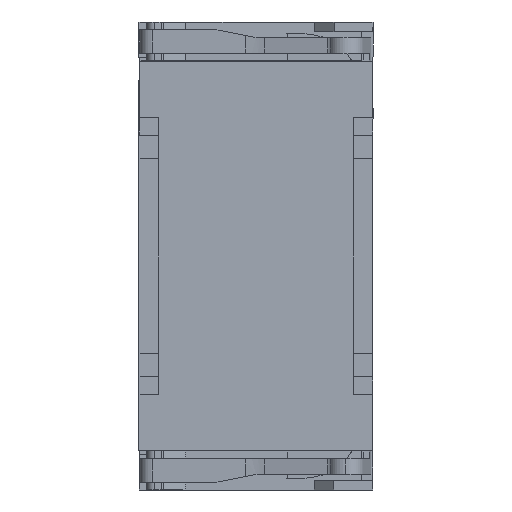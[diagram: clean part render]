
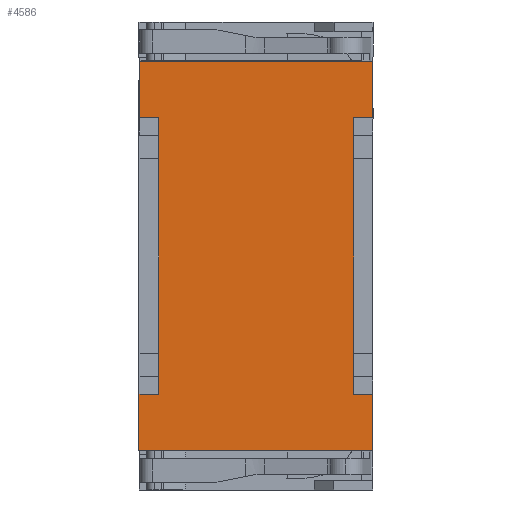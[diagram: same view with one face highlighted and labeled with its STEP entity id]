
A CAD part, front view. The second image highlights one B-rep face of the part: STEP entity #4586.
In plain terms, the highlighted planar face has unit normal (0, -1, 0).
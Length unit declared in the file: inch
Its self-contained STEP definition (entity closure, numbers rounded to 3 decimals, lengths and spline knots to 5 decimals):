
#12 = AXIS2_PLACEMENT_3D ( 'NONE', #2959, #4051, #6388 ) ;
#523 = VERTEX_POINT ( 'NONE', #4898 ) ;
#615 = VECTOR ( 'NONE', #4225, 39.37008 ) ;
#642 = VERTEX_POINT ( 'NONE', #3694 ) ;
#871 = CARTESIAN_POINT ( 'NONE',  ( 0.23622, -0.09252, -0.37598 ) ) ;
#914 = CARTESIAN_POINT ( 'NONE',  ( 0.23622, -0.09252, -0.47244 ) ) ;
#919 = DIRECTION ( 'NONE',  ( 0., 0., 1. ) ) ;
#925 = EDGE_CURVE ( 'NONE', #10268, #6022, #6971, .T. ) ;
#945 = DIRECTION ( 'NONE',  ( -1., 0., 0. ) ) ;
#1006 = CARTESIAN_POINT ( 'NONE',  ( 0.21654, -0.09252, -0.37598 ) ) ;
#1278 = VERTEX_POINT ( 'NONE', #9613 ) ;
#1520 = VECTOR ( 'NONE', #5921, 39.37008 ) ;
#1870 = EDGE_CURVE ( 'NONE', #6881, #523, #5241, .T. ) ;
#1881 = DIRECTION ( 'NONE',  ( 0., 0., 1. ) ) ;
#2015 = LINE ( 'NONE', #6948, #3843 ) ;
#2067 = VERTEX_POINT ( 'NONE', #5812 ) ;
#2521 = DIRECTION ( 'NONE',  ( 0., 0., -1. ) ) ;
#2579 = LINE ( 'NONE', #5904, #10314 ) ;
#2609 = LINE ( 'NONE', #2667, #6240 ) ;
#2620 = ORIENTED_EDGE ( 'NONE', *, *, #7306, .F. ) ;
#2647 = ORIENTED_EDGE ( 'NONE', *, *, #8609, .T. ) ;
#2667 = CARTESIAN_POINT ( 'NONE',  ( 0.01969, -0.09252, 0. ) ) ;
#2833 = EDGE_CURVE ( 'NONE', #642, #10677, #3409, .T. ) ;
#2837 = CARTESIAN_POINT ( 'NONE',  ( 0., -0.09252, -0.09646 ) ) ;
#2868 = EDGE_CURVE ( 'NONE', #10677, #2067, #10103, .T. ) ;
#2897 = VECTOR ( 'NONE', #7621, 39.37008 ) ;
#2953 = ORIENTED_EDGE ( 'NONE', *, *, #1870, .T. ) ;
#2959 = CARTESIAN_POINT ( 'NONE',  ( 0.23622, -0.09252, 0. ) ) ;
#3048 = CARTESIAN_POINT ( 'NONE',  ( 0., -0.09252, -0.03937 ) ) ;
#3057 = FACE_OUTER_BOUND ( 'NONE', #3695, .T. ) ;
#3311 = CARTESIAN_POINT ( 'NONE',  ( 0.23622, -0.09252, -0.03937 ) ) ;
#3318 = EDGE_CURVE ( 'NONE', #6785, #10503, #2579, .T. ) ;
#3409 = LINE ( 'NONE', #871, #1520 ) ;
#3444 = VECTOR ( 'NONE', #1881, 39.37008 ) ;
#3453 = EDGE_CURVE ( 'NONE', #1278, #10503, #7340, .T. ) ;
#3641 = EDGE_CURVE ( 'NONE', #1278, #5493, #2015, .T. ) ;
#3694 = CARTESIAN_POINT ( 'NONE',  ( 0.23622, -0.09252, -0.37598 ) ) ;
#3695 = EDGE_LOOP ( 'NONE', ( #4668, #7973, #4570, #10669, #7956, #2953, #2647, #3756, #6382, #6982, #2620, #7041 ) ) ;
#3756 = ORIENTED_EDGE ( 'NONE', *, *, #3318, .T. ) ;
#3843 = VECTOR ( 'NONE', #10188, 39.37008 ) ;
#4051 = DIRECTION ( 'NONE',  ( 0., -1., 0. ) ) ;
#4121 = VECTOR ( 'NONE', #2521, 39.37008 ) ;
#4225 = DIRECTION ( 'NONE',  ( 1., 0., 0. ) ) ;
#4535 = VECTOR ( 'NONE', #8102, 39.37008 ) ;
#4557 = CARTESIAN_POINT ( 'NONE',  ( 0., -0.09252, -0.37598 ) ) ;
#4570 = ORIENTED_EDGE ( 'NONE', *, *, #925, .F. ) ;
#4586 = ADVANCED_FACE ( 'NONE', ( #3057 ), #9012, .T. ) ;
#4648 = EDGE_CURVE ( 'NONE', #10268, #5199, #9969, .T. ) ;
#4668 = ORIENTED_EDGE ( 'NONE', *, *, #2868, .T. ) ;
#4759 = CARTESIAN_POINT ( 'NONE',  ( 0.01969, -0.09252, -0.37598 ) ) ;
#4898 = CARTESIAN_POINT ( 'NONE',  ( 0.01969, -0.09252, -0.09646 ) ) ;
#5199 = VERTEX_POINT ( 'NONE', #3048 ) ;
#5241 = LINE ( 'NONE', #9459, #8346 ) ;
#5493 = VERTEX_POINT ( 'NONE', #10389 ) ;
#5519 = CARTESIAN_POINT ( 'NONE',  ( 0.23622, -0.09252, -0.09646 ) ) ;
#5812 = CARTESIAN_POINT ( 'NONE',  ( 0.21654, -0.09252, -0.09646 ) ) ;
#5904 = CARTESIAN_POINT ( 'NONE',  ( 0.23622, -0.09252, -0.37598 ) ) ;
#5921 = DIRECTION ( 'NONE',  ( -1., 0., 0. ) ) ;
#6022 = VERTEX_POINT ( 'NONE', #5519 ) ;
#6240 = VECTOR ( 'NONE', #9394, 39.37008 ) ;
#6382 = ORIENTED_EDGE ( 'NONE', *, *, #3453, .F. ) ;
#6388 = DIRECTION ( 'NONE',  ( 0., 0., 1. ) ) ;
#6510 = LINE ( 'NONE', #10642, #4121 ) ;
#6785 = VERTEX_POINT ( 'NONE', #4759 ) ;
#6833 = VECTOR ( 'NONE', #945, 39.37008 ) ;
#6855 = LINE ( 'NONE', #7674, #615 ) ;
#6881 = VERTEX_POINT ( 'NONE', #2837 ) ;
#6948 = CARTESIAN_POINT ( 'NONE',  ( 0.23622, -0.09252, -0.43307 ) ) ;
#6971 = LINE ( 'NONE', #914, #2897 ) ;
#6982 = ORIENTED_EDGE ( 'NONE', *, *, #3641, .T. ) ;
#7041 = ORIENTED_EDGE ( 'NONE', *, *, #2833, .T. ) ;
#7143 = LINE ( 'NONE', #9383, #3444 ) ;
#7306 = EDGE_CURVE ( 'NONE', #642, #5493, #6510, .T. ) ;
#7340 = LINE ( 'NONE', #9740, #4535 ) ;
#7441 = EDGE_CURVE ( 'NONE', #2067, #6022, #6855, .T. ) ;
#7621 = DIRECTION ( 'NONE',  ( 0., 0., -1. ) ) ;
#7671 = DIRECTION ( 'NONE',  ( -1., 0., 0. ) ) ;
#7674 = CARTESIAN_POINT ( 'NONE',  ( 0.23622, -0.09252, -0.09646 ) ) ;
#7956 = ORIENTED_EDGE ( 'NONE', *, *, #8124, .F. ) ;
#7973 = ORIENTED_EDGE ( 'NONE', *, *, #7441, .T. ) ;
#8102 = DIRECTION ( 'NONE',  ( 0., 0., 1. ) ) ;
#8124 = EDGE_CURVE ( 'NONE', #6881, #5199, #7143, .T. ) ;
#8346 = VECTOR ( 'NONE', #9556, 39.37008 ) ;
#8368 = VECTOR ( 'NONE', #919, 39.37008 ) ;
#8422 = CARTESIAN_POINT ( 'NONE',  ( 0.23622, -0.09252, -0.03937 ) ) ;
#8609 = EDGE_CURVE ( 'NONE', #523, #6785, #2609, .T. ) ;
#9012 = PLANE ( 'NONE',  #12 ) ;
#9383 = CARTESIAN_POINT ( 'NONE',  ( 0., -0.09252, 0. ) ) ;
#9394 = DIRECTION ( 'NONE',  ( 0., 0., -1. ) ) ;
#9459 = CARTESIAN_POINT ( 'NONE',  ( 0.23622, -0.09252, -0.09646 ) ) ;
#9556 = DIRECTION ( 'NONE',  ( 1., 0., 0. ) ) ;
#9613 = CARTESIAN_POINT ( 'NONE',  ( 0., -0.09252, -0.43307 ) ) ;
#9740 = CARTESIAN_POINT ( 'NONE',  ( 0., -0.09252, 0. ) ) ;
#9969 = LINE ( 'NONE', #8422, #6833 ) ;
#10103 = LINE ( 'NONE', #10164, #8368 ) ;
#10164 = CARTESIAN_POINT ( 'NONE',  ( 0.21654, -0.09252, 0. ) ) ;
#10188 = DIRECTION ( 'NONE',  ( 1., 0., 0. ) ) ;
#10268 = VERTEX_POINT ( 'NONE', #3311 ) ;
#10314 = VECTOR ( 'NONE', #7671, 39.37008 ) ;
#10389 = CARTESIAN_POINT ( 'NONE',  ( 0.23622, -0.09252, -0.43307 ) ) ;
#10503 = VERTEX_POINT ( 'NONE', #4557 ) ;
#10642 = CARTESIAN_POINT ( 'NONE',  ( 0.23622, -0.09252, -0.47244 ) ) ;
#10669 = ORIENTED_EDGE ( 'NONE', *, *, #4648, .T. ) ;
#10677 = VERTEX_POINT ( 'NONE', #1006 ) ;
